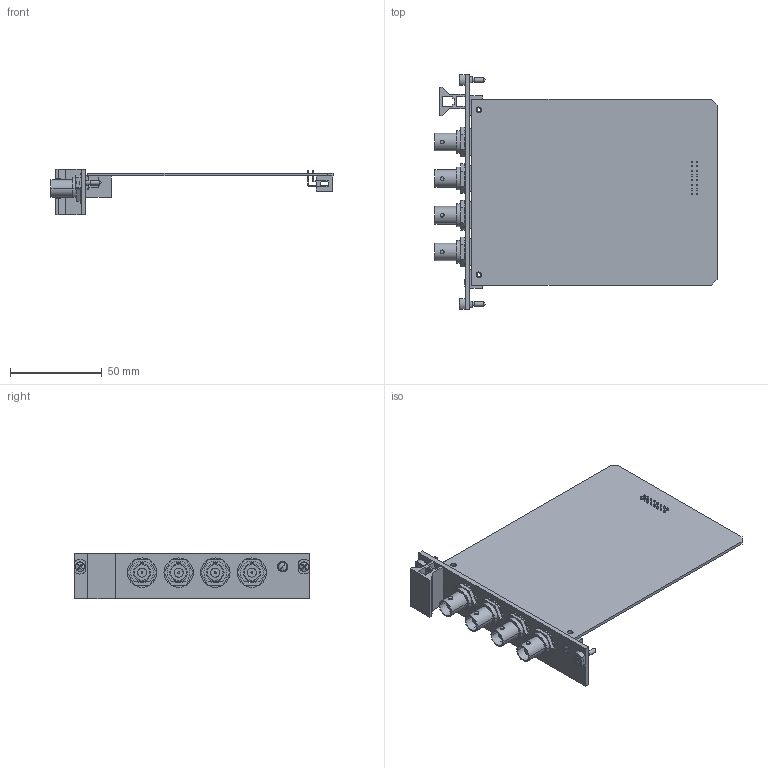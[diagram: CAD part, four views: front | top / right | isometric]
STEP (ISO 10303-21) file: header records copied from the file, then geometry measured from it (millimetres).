
FILE_DESCRIPTION((''),'2;1');
FILE_NAME('沓劌錪 LTR210 3D-斁麧錪.stp','2023-08-02T16:42:55',(''),(''),'AutoCAD STEP 2000i','AutoCAD 2000i',', , ');
FILE_SCHEMA(('CONFIG_CONTROL_DESIGN'));
Length unit declared in the file: millimetre
Products named in the file (15): 旽鼯呿 LTR210_3D; LTR00-01; LTR00; 狨芶呿 FRN210; ~~PART1; 晊梏倱2; ﾐﾓﾗﾊﾀ 5HP; 薰迗 - M2.5 X 10 - GOST 17474-80; ﾂﾈﾍﾒ+ﾂﾒﾓﾋﾊﾀ; ﾂﾈﾍﾒ 2_5ﾕ12; PART2; BH-16R; 釔с攫; 釔с攫 BNC_; ﾃﾀﾉﾊﾀ
Assembly tree (18 placements, depth 4):
  旽鼯呿 LTR210_3D
    LTR00-01
      LTR00
      狨芶呿 FRN210
      ~~PART1
      晊梏倱2
      ﾐﾓﾗﾊﾀ 5HP
      薰迗 - M2.5 X 10 - GOST 17474-80
      ﾂﾈﾍﾒ+ﾂﾒﾓﾋﾊﾀ  x2
        ﾂﾈﾍﾒ 2_5ﾕ12
        PART2
      BH-16R
    釔с攫  x4
      釔с攫 BNC_
      ﾃﾀﾉﾊﾀ
Bounding box: 154.18 x 128.5 x 25.11 mm (x, y, z)
Volume: 47445.6 mm3; surface area: 51317.2 mm2
Topology: 19 solids, 19 shells, 674 faces, 1664 edges, 1088 vertices
Faces by surface type: plane 416, cylinder 164, bspline 82, cone 10, sphere 2
Entity records: 14522 total; most frequent: CARTESIAN_POINT 2964, ORIENTED_EDGE 2382, DIRECTION 2199, EDGE_CURVE 1191, VECTOR 863, LINE 863, VERTEX_POINT 784, AXIS2_PLACEMENT_3D 668
